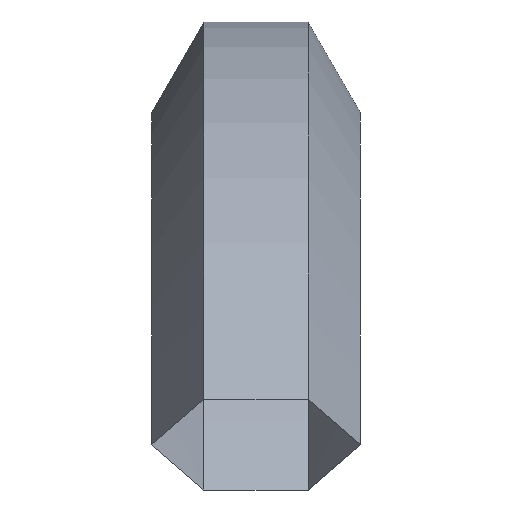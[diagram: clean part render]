
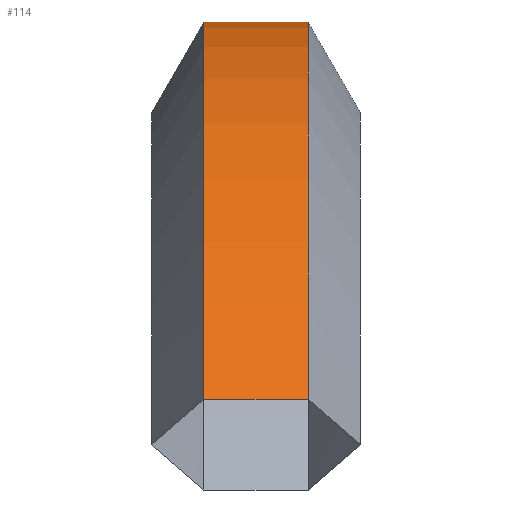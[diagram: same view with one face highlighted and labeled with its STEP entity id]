
A CAD part, top view. The second image highlights one B-rep face of the part: STEP entity #114.
In plain terms, the highlighted cylindrical face has radius 908.253 mm (diameter 1816.51 mm), a partial arc.
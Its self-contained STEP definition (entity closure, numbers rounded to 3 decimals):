
#16=FACE_OUTER_BOUND('',#22,.T.);
#22=EDGE_LOOP('',(#88,#89,#90,#91));
#28=CIRCLE('',#136,908.253);
#29=CIRCLE('',#137,908.253);
#34=LINE('',#189,#46);
#35=LINE('',#193,#47);
#46=VECTOR('',#151,10.);
#47=VECTOR('',#154,10.);
#58=VERTEX_POINT('',#187);
#59=VERTEX_POINT('',#188);
#60=VERTEX_POINT('',#190);
#61=VERTEX_POINT('',#192);
#70=EDGE_CURVE('',#58,#59,#34,.T.);
#71=EDGE_CURVE('',#59,#60,#28,.T.);
#72=EDGE_CURVE('',#61,#60,#35,.T.);
#73=EDGE_CURVE('',#58,#61,#29,.T.);
#88=ORIENTED_EDGE('',*,*,#70,.T.);
#89=ORIENTED_EDGE('',*,*,#71,.T.);
#90=ORIENTED_EDGE('',*,*,#72,.F.);
#91=ORIENTED_EDGE('',*,*,#73,.F.);
#112=CYLINDRICAL_SURFACE('',#135,908.253);
#114=ADVANCED_FACE('',(#16),#112,.T.);
#135=AXIS2_PLACEMENT_3D('',#186,#149,#150);
#136=AXIS2_PLACEMENT_3D('',#191,#152,#153);
#137=AXIS2_PLACEMENT_3D('',#194,#155,#156);
#149=DIRECTION('center_axis',(1.,0.,0.));
#150=DIRECTION('ref_axis',(0.,1.,0.));
#151=DIRECTION('',(-1.,0.,0.));
#152=DIRECTION('center_axis',(1.,0.,0.));
#153=DIRECTION('ref_axis',(0.,1.,0.));
#154=DIRECTION('',(-1.,0.,0.));
#155=DIRECTION('center_axis',(1.,0.,0.));
#156=DIRECTION('ref_axis',(0.,1.,0.));
#186=CARTESIAN_POINT('Origin',(0.,-800.,0.));
#187=CARTESIAN_POINT('',(62.5,108.253,0.));
#188=CARTESIAN_POINT('',(-62.5,108.253,0.));
#189=CARTESIAN_POINT('',(62.5,108.253,0.));
#190=CARTESIAN_POINT('',(-62.5,-345.873,786.57));
#191=CARTESIAN_POINT('Origin',(-62.5,-800.,0.));
#192=CARTESIAN_POINT('',(62.5,-345.873,786.57));
#193=CARTESIAN_POINT('',(62.5,-345.873,786.57));
#194=CARTESIAN_POINT('Origin',(62.5,-800.,0.));
